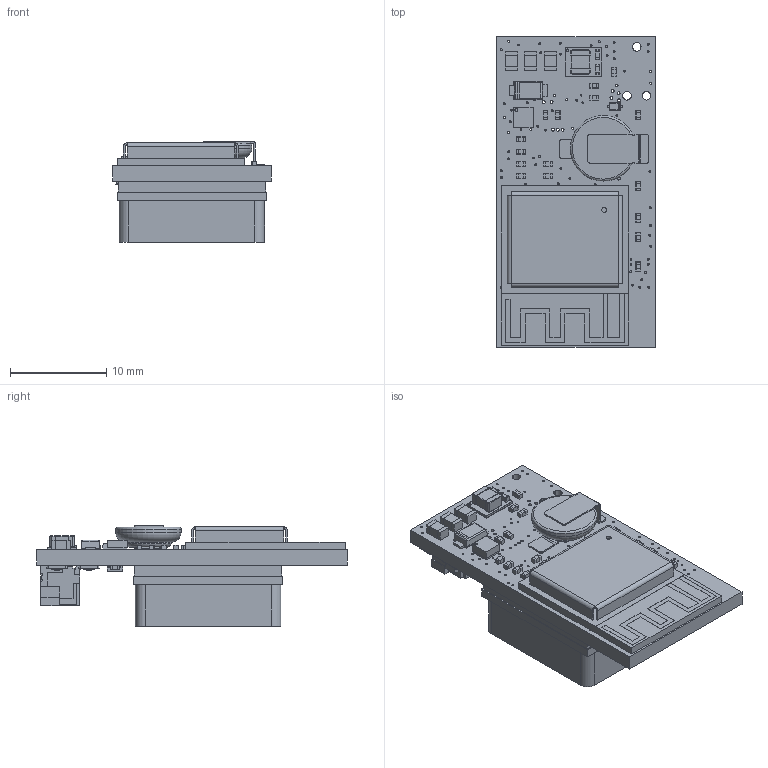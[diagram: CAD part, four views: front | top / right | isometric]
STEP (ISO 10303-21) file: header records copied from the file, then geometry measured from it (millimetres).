
FILE_DESCRIPTION(/* description */ (''),/* implementation_level */ '2;1');
FILE_NAME(/* name */ 'e714ad97-2e2c-4c01-8e6b-b3b16b521c3e.zip.stp',/* time_stamp */ '2024-01-31T00:34:46Z',/* author */ (''),/* organization */ (''),/* preprocessor_version */ 'ST-DEVELOPER v20',/* originating_system */ 'Autodesk Translation Framework v12.20.1.177',/* authorisation */ '');
FILE_SCHEMA (('AUTOMOTIVE_DESIGN { 1 0 10303 214 3 1 1 }'));
Products named in the file (46): REMOTEID_V2.0; Board; Packages; 0402; base; SolderPad; 150066RG74000; body; pole; contact; lense; CAPC2013X110N; DFLS240L7; Body_1; pins; DIONC1005X43N; term1; term2; body (1); ESP32C3MINI1N4; GSNAN0T000103; NANOT240AS_PART1; LMZM23600SILT; SOLDERMASK-BTM-SIL0010A; METAL-SIP; SUBSTRATE-SIP; SOLDERMASK-TOP; INDUCTOR_ASM; INDUCTOR-BODY; INDUCTOR-TERMNL; CAPACITOR_ASM; CAP-BODY; CAP-TERMNL; MS621R; MS621TÊÞÙ¸2; Part1; Part2; SAMM10Q00B; SM06B-GHS-TB; SODFL1608X70N ...
Assembly tree (74 placements, depth 5):
  REMOTEID_V2.0
    Board
    Packages
      0402  x20
        base
        SolderPad
      150066RG74000
        body
        pole
        contact
        lense
      CAPC2013X110N  x3
      DFLS240L7
        Body_1
        pins
      DIONC1005X43N  x4
        term1
        term2
        body (1)
      ESP32C3MINI1N4
      GSNAN0T000103  x2
        NANOT240AS_PART1
      LMZM23600SILT
        SOLDERMASK-BTM-SIL0010A
        METAL-SIP
        SUBSTRATE-SIP
        SOLDERMASK-TOP
        INDUCTOR_ASM
          INDUCTOR-BODY
          INDUCTOR-TERMNL  x2
        CAPACITOR_ASM  x2
          CAP-BODY
          CAP-TERMNL
      MS621R
        MS621TÊÞÙ¸2
        Part1
        Part2
      SAMM10Q00B
      SM06B-GHS-TB
      SODFL1608X70N
        Body (1)_1
        PinKIdent
        PinK
        PinA
      TC2030-MCP-NL
      XDCR_LIS3MDLTR
Bounding box: 16.51 x 32.26 x 10.42 mm (x, y, z)
Volume: 2592.1 mm3; surface area: 4369.1 mm2
Topology: 211 solids, 215 shells, 3686 faces, 8954 edges, 5753 vertices
Faces by surface type: plane 2599, cylinder 840, sphere 196, torus 36, bspline 9, cone 6
Full cylindrical faces by diameter (mm): 0.05 x2, 0.06 x2, 0.1 x4, 0.12 x4, 0.18 x1, 0.2 x3, 0.203 x110, 0.25 x1, 0.305 x18, 0.32 x2, 0.5 x1, 0.55 x2, 5.018 x1, 6.8 x1
Entity records: 76587 total; most frequent: CARTESIAN_POINT 13432, ORIENTED_EDGE 12316, DIRECTION 12061, EDGE_CURVE 6158, LINE 5299, VECTOR 5299, VERTEX_POINT 4129, AXIS2_PLACEMENT_3D 3381
